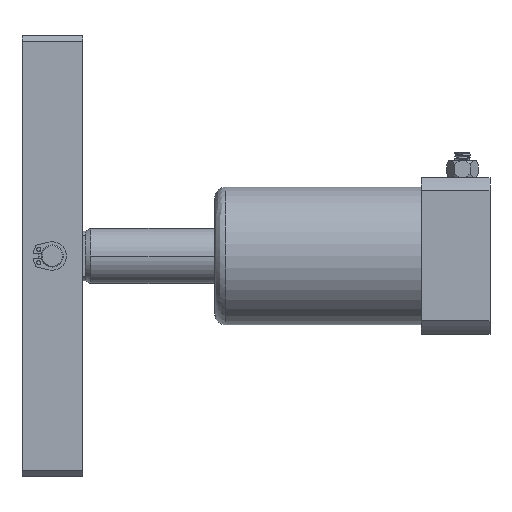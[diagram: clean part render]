
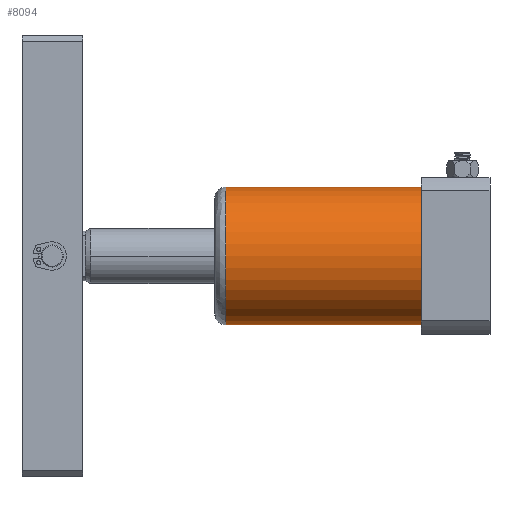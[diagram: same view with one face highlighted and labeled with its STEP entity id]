
A CAD part, left-side view. The second image highlights one B-rep face of the part: STEP entity #8094.
In plain terms, the highlighted cylindrical face has radius 25 mm (diameter 50 mm), a partial arc.
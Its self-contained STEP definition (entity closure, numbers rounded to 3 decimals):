
#707 = EDGE_CURVE ( 'NONE', #14602, #12349, #10639, .T. ) ;
#813 = EDGE_CURVE ( 'NONE', #1620, #14602, #10079, .T. ) ;
#1620 = VERTEX_POINT ( 'NONE', #3196 ) ;
#2492 = LINE ( 'NONE', #5903, #17970 ) ;
#2525 = FACE_OUTER_BOUND ( 'NONE', #21794, .T. ) ;
#2630 = CARTESIAN_POINT ( 'NONE',  ( 0., 96., -25. ) ) ;
#2834 = VERTEX_POINT ( 'NONE', #2630 ) ;
#3196 = CARTESIAN_POINT ( 'NONE',  ( 0., 25., -25. ) ) ;
#3711 = DIRECTION ( 'NONE',  ( 0., 0., 1. ) ) ;
#5616 = CARTESIAN_POINT ( 'NONE',  ( 0., 96., 0. ) ) ;
#5903 = CARTESIAN_POINT ( 'NONE',  ( 0., 25., -25. ) ) ;
#5959 = VECTOR ( 'NONE', #15770, 1000. ) ;
#7421 = DIRECTION ( 'NONE',  ( 0., 0., 1. ) ) ;
#8094 = ADVANCED_FACE ( 'NONE', ( #2525 ), #19874, .T. ) ;
#8697 = ORIENTED_EDGE ( 'NONE', *, *, #707, .T. ) ;
#8897 = CARTESIAN_POINT ( 'NONE',  ( 0., 25., 0. ) ) ;
#10016 = ORIENTED_EDGE ( 'NONE', *, *, #11162, .F. ) ;
#10079 = CIRCLE ( 'NONE', #18881, 25. ) ;
#10639 = LINE ( 'NONE', #15233, #5959 ) ;
#11162 = EDGE_CURVE ( 'NONE', #1620, #2834, #2492, .T. ) ;
#12349 = VERTEX_POINT ( 'NONE', #21043 ) ;
#12613 = CIRCLE ( 'NONE', #18897, 25. ) ;
#12908 = ORIENTED_EDGE ( 'NONE', *, *, #813, .T. ) ;
#13382 = EDGE_CURVE ( 'NONE', #12349, #2834, #12613, .T. ) ;
#14171 = ORIENTED_EDGE ( 'NONE', *, *, #13382, .T. ) ;
#14602 = VERTEX_POINT ( 'NONE', #22419 ) ;
#15233 = CARTESIAN_POINT ( 'NONE',  ( 0., 25., 25. ) ) ;
#15770 = DIRECTION ( 'NONE',  ( 0., 1., 0. ) ) ;
#15855 = AXIS2_PLACEMENT_3D ( 'NONE', #8897, #19325, #3711 ) ;
#16326 = DIRECTION ( 'NONE',  ( 0., 1., 0. ) ) ;
#16711 = CARTESIAN_POINT ( 'NONE',  ( 0., 25., 0. ) ) ;
#17183 = DIRECTION ( 'NONE',  ( 0., 0., 1. ) ) ;
#17763 = DIRECTION ( 'NONE',  ( 0., -1., 0. ) ) ;
#17970 = VECTOR ( 'NONE', #16326, 1000. ) ;
#18199 = DIRECTION ( 'NONE',  ( 0., 1., 0. ) ) ;
#18881 = AXIS2_PLACEMENT_3D ( 'NONE', #16711, #18199, #17183 ) ;
#18897 = AXIS2_PLACEMENT_3D ( 'NONE', #5616, #17763, #7421 ) ;
#19325 = DIRECTION ( 'NONE',  ( 0., 1., 0. ) ) ;
#19874 = CYLINDRICAL_SURFACE ( 'NONE', #15855, 25. ) ;
#21043 = CARTESIAN_POINT ( 'NONE',  ( 0., 96., 25. ) ) ;
#21794 = EDGE_LOOP ( 'NONE', ( #10016, #12908, #8697, #14171 ) ) ;
#22419 = CARTESIAN_POINT ( 'NONE',  ( 0., 25., 25. ) ) ;
